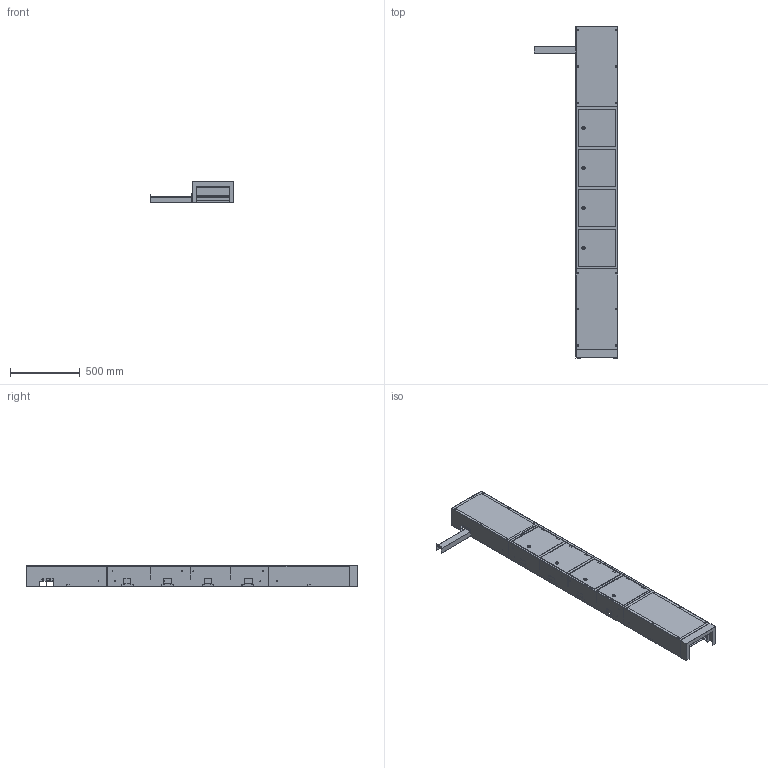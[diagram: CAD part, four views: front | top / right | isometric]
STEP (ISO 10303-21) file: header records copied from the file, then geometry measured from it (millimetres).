
FILE_DESCRIPTION (( 'STEP AP214' ), '1' );
FILE_NAME ('IND-KSS-1 ﾊⅱ髜 ﾊﾑﾑ.STEP', '2016-11-03T12:59:01', ( 'user' ), ( '' ), 'SwSTEP 2.0', 'SolidWorks 2014', '' );
FILE_SCHEMA (( 'AUTOMOTIVE_DESIGN' ));
Length unit declared in the file: millimetre
Products named in the file (6): ﾊ鮻; 妈眚 A.2.M6x12 梦岩 17473-80_偍 A.2.M6x12 儙憭 17473-80; ﾄ粢 ﾊﾑﾑ; Ôàñàäíàÿ ïàíåëü 580; Êàðêàñ ÊÑÑ; IND-KSS-1 ﾊⅱ髜 ﾊﾑﾑ
Assembly tree (20 placements, depth 2):
  IND-KSS-1 ﾊⅱ髜 ﾊﾑﾑ
    Êàðêàñ ÊÑÑ
    Ôàñàäíàÿ ïàíåëü 580  x2
    ﾄ粢 ﾊﾑﾑ  x4
    妈眚 A.2.M6x12 梦岩 17473-80_偍 A.2.M6x12 儙憭 17473-80  x12
    ﾊ鮻
Bounding box: 600 x 2380 x 153.98 mm (x, y, z)
Volume: 2090743.1 mm3; surface area: 4407429 mm2
Topology: 48 solids, 48 shells, 2673 faces, 7214 edges, 4604 vertices
Faces by surface type: plane 1639, cylinder 882, cone 112, sphere 24, bspline 16
Entity records: 62765 total; most frequent: CARTESIAN_POINT 11195, ORIENTED_EDGE 10622, DIRECTION 10495, EDGE_CURVE 5311, VECTOR 3777, LINE 3777, VERTEX_POINT 3427, AXIS2_PLACEMENT_3D 3359
